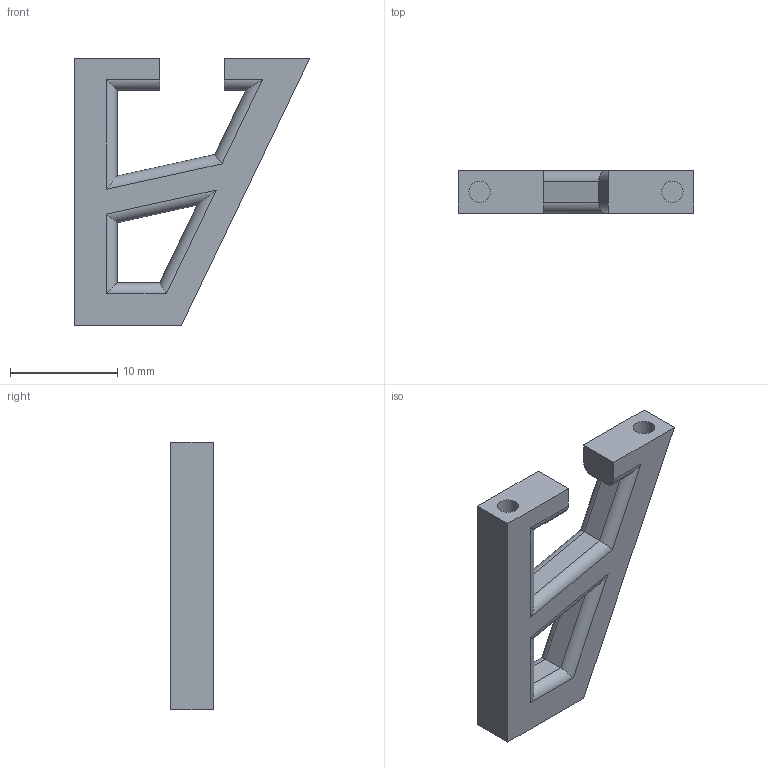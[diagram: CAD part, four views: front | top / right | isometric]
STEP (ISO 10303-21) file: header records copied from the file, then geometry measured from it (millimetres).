
FILE_DESCRIPTION (( 'STEP AP203' ), '1' );
FILE_NAME ('lander_Default_sldprt.STEP', '2020-11-19T10:34:17', ( '' ), ( '' ), 'SwSTEP 2.0', 'SolidWorks 2019', '' );
FILE_SCHEMA (( 'CONFIG_CONTROL_DESIGN' ));
Length unit declared in the file: millimetre
Products named in the file (1): lander_Default_sldprt
Bounding box: 22 x 4 x 25 mm (x, y, z)
Volume: 1058.3 mm3; surface area: 1087.6 mm2
Topology: 1 solids, 1 shells, 42 faces, 98 edges, 60 vertices
Faces by surface type: cylinder 22, plane 20
Entity records: 1247 total; most frequent: CARTESIAN_POINT 249, ORIENTED_EDGE 196, DIRECTION 180, EDGE_CURVE 98, LINE 70, VECTOR 70, VERTEX_POINT 60, AXIS2_PLACEMENT_3D 55
